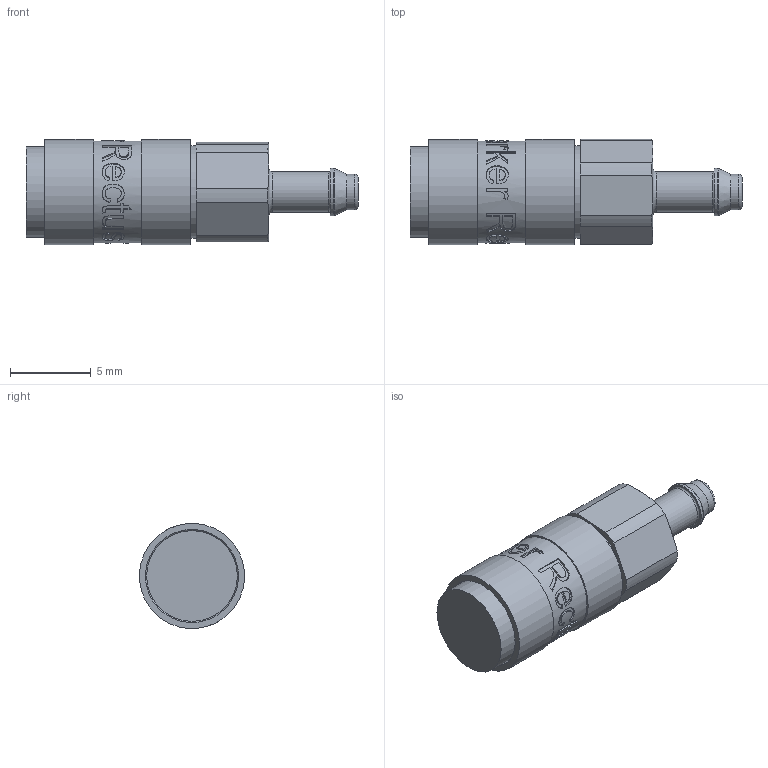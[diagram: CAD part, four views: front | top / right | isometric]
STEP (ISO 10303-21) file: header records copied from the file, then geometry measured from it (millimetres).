
FILE_DESCRIPTION((''),'2;1');
FILE_NAME('02katf02mpx.stp','2012-10-11T07:44:19',('IA176480'),(''),'Autodesk Inventor 2011','Autodesk Inventor 2011','');
FILE_SCHEMA(('AUTOMOTIVE_DESIGN { 1 0 10303 214 1 1 1 1 }'));
Length unit declared in the file: millimetre
Products named in the file (1): D104493
Bounding box: 20.5 x 6.5 x 6.48 mm (x, y, z)
Volume: 436.3 mm3; surface area: 820.8 mm2
Topology: 2 solids, 3 shells, 264 faces, 682 edges, 449 vertices
Faces by surface type: bspline 110, plane 87, cylinder 46, cone 17, torus 4
Full cylindrical faces by diameter (mm): 2.2 x1, 2.5 x1, 2.95 x1, 4.25 x1, 4.4 x1, 5 x3, 5.15 x2, 5.6 x1, 5.7 x1, 5.75 x1, 5.8 x1, 6.3 x1, 6.5 x2
Entity records: 35946 total; most frequent: CARTESIAN_POINT 30234, ORIENTED_EDGE 1282, DIRECTION 745, EDGE_CURVE 641, VERTEX_POINT 441, EDGE_LOOP 326, B_SPLINE_CURVE_WITH_KNOTS 292, FACE_OUTER_BOUND 264
